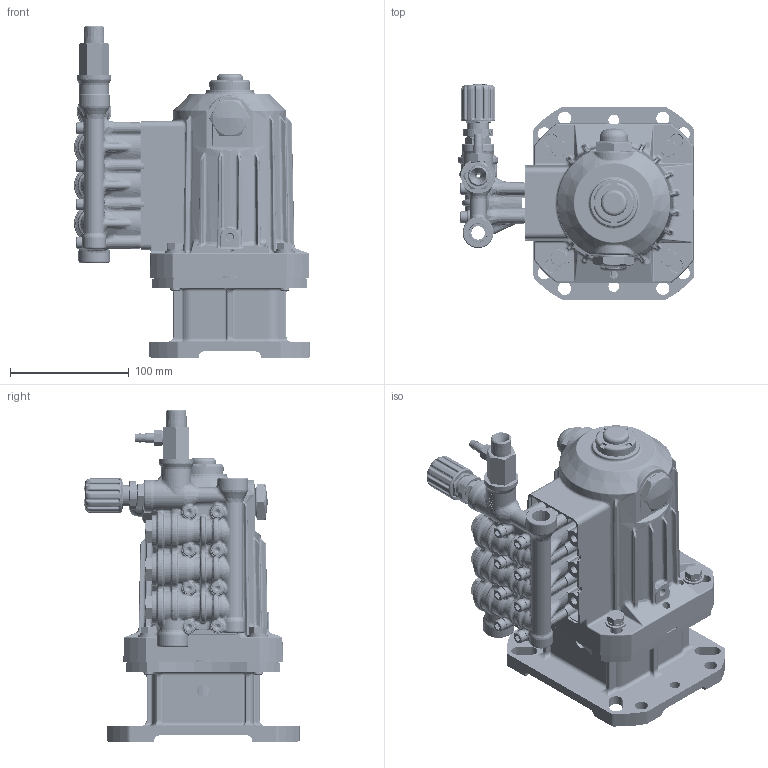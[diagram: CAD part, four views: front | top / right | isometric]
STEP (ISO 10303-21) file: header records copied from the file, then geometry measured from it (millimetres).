
FILE_DESCRIPTION (( 'STEP AP214' ), '1' );
FILE_NAME ('4SPX32G1I.STEP', '2014-03-18T12:01:27', ( '' ), ( '' ), 'SwSTEP 2.0', 'SolidWorks 2014', '' );
FILE_SCHEMA (( 'AUTOMOTIVE_DESIGN' ));
Length unit declared in the file: millimetre
Products named in the file (1): 4SPX32G1I
Bounding box: 198.5 x 180.7 x 279 mm (x, y, z)
Volume: 1834225.2 mm3; surface area: 409956.7 mm2
Topology: 44 solids, 44 shells, 5878 faces, 14421 edges, 8378 vertices
Faces by surface type: bspline 1919, cylinder 1621, plane 1241, cone 459, torus 423, sphere 215
Entity records: 355452 total; most frequent: CARTESIAN_POINT 169653, ORIENTED_EDGE 28098, DIRECTION 21477, EDGE_CURVE 14049, AXIS2_PLACEMENT_3D 8869, VERTEX_POINT 8350, EDGE_LOOP 6109, UNCERTAINTY_MEASURE_WITH_UNIT 5924
